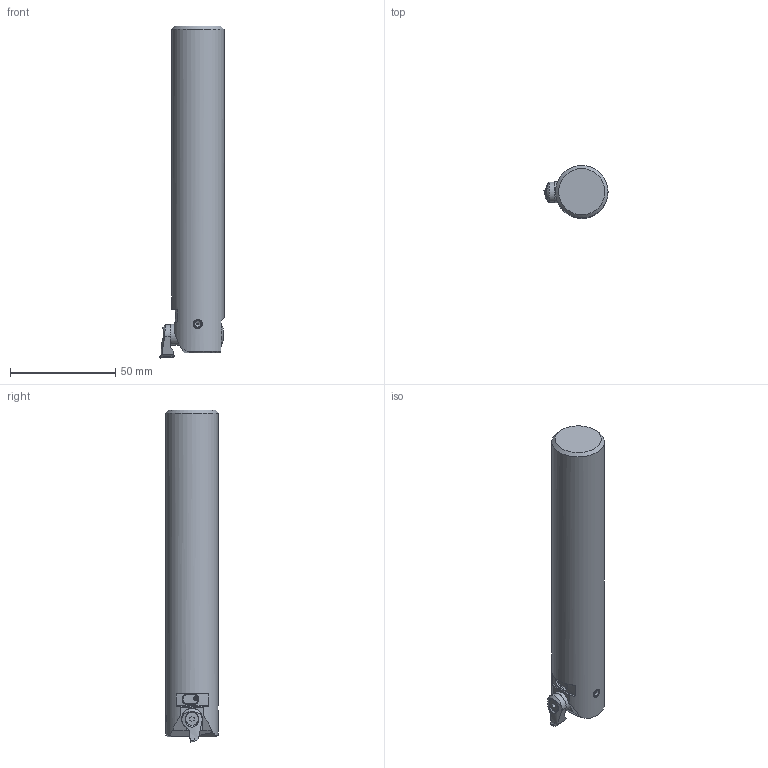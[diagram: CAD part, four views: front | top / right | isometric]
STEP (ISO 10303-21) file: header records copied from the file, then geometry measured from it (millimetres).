
FILE_DESCRIPTION(/* description */ ('3-D model version:1'),/* implementation_level */ '2;1');
FILE_NAME(/* name */ '825-36TC06-A25',/* time_stamp */ '2013-01-23T09:47:25+01:00',/* author */ ('InteractiveCad'),/* organization */ ('AB Sandvik Coromant'),/* preprocessor_version */ 'ST-DEVELOPER v11',/* originating_system */ 'SIEMENS UGS NX 6.0',/* authorisation */ '');
FILE_SCHEMA (('CONFIG_CONTROL_DESIGN'));
Length unit declared in the file: millimetre
Products named in the file (3): A25_R825A_AB146_RA_SIM; R825A_AF11STUC06T1A_SIM; 825_36TC06_A25_SIM
Assembly tree (2 placements, depth 2):
  825_36TC06_A25_SIM
    R825A_AF11STUC06T1A_SIM
    A25_R825A_AB146_RA_SIM
Bounding box: 30.5 x 25 x 158 mm (x, y, z)
Volume: 76017.7 mm3; surface area: 13717.9 mm2
Topology: 3 solids, 3 shells, 358 faces, 992 edges, 653 vertices
Faces by surface type: plane 300, cylinder 27, cone 22, torus 6, sphere 2, bspline 1
Full cylindrical faces by diameter (mm): 1 x1, 2 x1, 2.2 x1, 2.5 x1, 2.6 x1, 3 x1, 4 x2, 4.015 x1, 4.25 x1, 5 x1, 5.19 x1, 6 x1, 10 x1, 25 x1
Entity records: 11850 total; most frequent: CARTESIAN_POINT 2506, ORIENTED_EDGE 1886, DIRECTION 1833, EDGE_CURVE 943, LINE 681, VECTOR 681, VERTEX_POINT 638, AXIS2_PLACEMENT_3D 576
